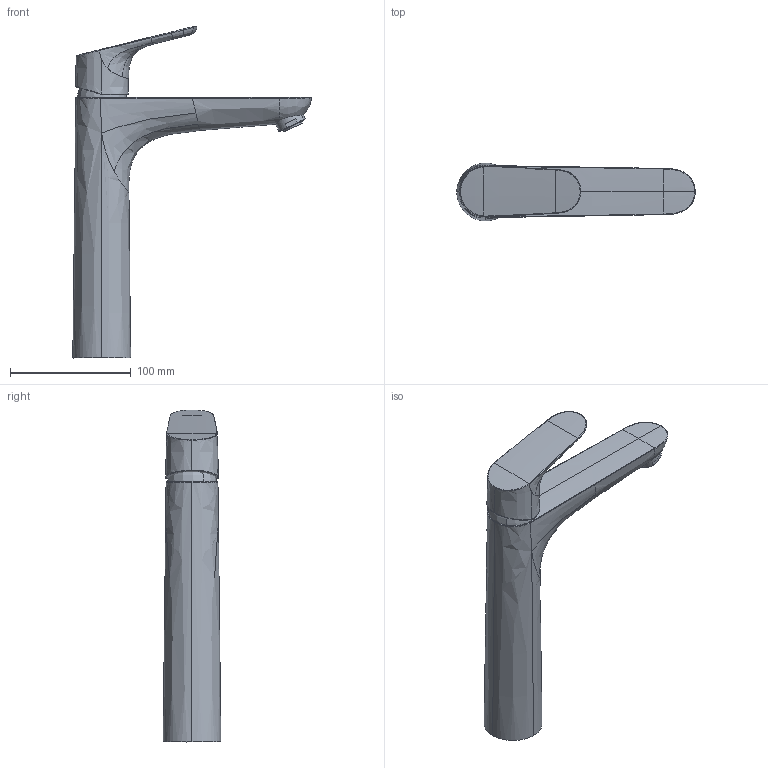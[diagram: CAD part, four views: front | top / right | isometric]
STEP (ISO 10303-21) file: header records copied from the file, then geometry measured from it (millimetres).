
FILE_DESCRIPTION(('CAx-IF Rec.Pracs.---Model Styling and Organization---1.2---2011-12-15','CAx-IF Rec.Pracs.---Geometric and Assembly Validation Properties---4.1---2014-06-16','CAx-IF Rec.Pracs.---PMI Polyline Presentation---2.0---2013-05-24'),'2;1');
FILE_NAME('1000119443_PPR_000.stp','2017-09-04T09:33:43+02:00',(''),(''),'STEP Interface 4.1 by CT CoreTechnologie','3D_Evolution4.1 by CT CoreTechnologie','');
FILE_SCHEMA(('AP203_CONFIGURATION_CONTROLLED_3D_DESIGN_OF_MECHANICAL_PARTS_AND_ASSEMBLIES_MIM_LF'));
Length unit declared in the file: millimetre
Products named in the file (9): P_2 HG Focus WTM 190 ohne Zugstange 1000119443_PPR_000_A0; P_2 GK_WTM_Focus_190 ohne Zugstange 1000119442_PPA_000_A0; P_2 SR_STD_SC__M24x1-m 1000085259_PPR_000_A1; P_2 Strahlreglerhuelse M24x1 (R02) 1000085260_PPA_000_A1; SR_STD_SC_2,2gpm-air_gelb 1000063090_PPA_000_A0; Flachdichtung d15xD21,3 (EB-2,4) 1000029262_PPA_000_A1; P_2 Kappe Metropol S 1000074560_PPA_000_A0; P_2 Griff_Focus_E2 1000081122_PPA_000_A0; P_2 HG Griffstopfen 1000084524_PPA_000_A0
Assembly tree (8 placements, depth 3):
  P_2 HG Focus WTM 190 ohne Zugstange 1000119443_PPR_000_A0
    P_2 GK_WTM_Focus_190 ohne Zugstange 1000119442_PPA_000_A0
    P_2 SR_STD_SC__M24x1-m 1000085259_PPR_000_A1
      P_2 Strahlreglerhuelse M24x1 (R02) 1000085260_PPA_000_A1
      SR_STD_SC_2,2gpm-air_gelb 1000063090_PPA_000_A0
      Flachdichtung d15xD21,3 (EB-2,4) 1000029262_PPA_000_A1
    P_2 Kappe Metropol S 1000074560_PPA_000_A0
    P_2 Griff_Focus_E2 1000081122_PPA_000_A0
    P_2 HG Griffstopfen 1000084524_PPA_000_A0
Bounding box: 197.81 x 48 x 275.46 mm (x, y, z)
Volume: 576686.4 mm3; surface area: 73256.5 mm2
Topology: 7 solids, 7 shells, 1009 faces, 2753 edges, 1753 vertices
Faces by surface type: plane 464, cylinder 339, bspline 206
Entity records: 52747 total; most frequent: CARTESIAN_POINT 16117, ORIENTED_EDGE 5498, DIRECTION 5231, EDGE_CURVE 2749, AXIS2_PLACEMENT_3D 1828, VERTEX_POINT 1753, VECTOR 1575, LINE 1575
